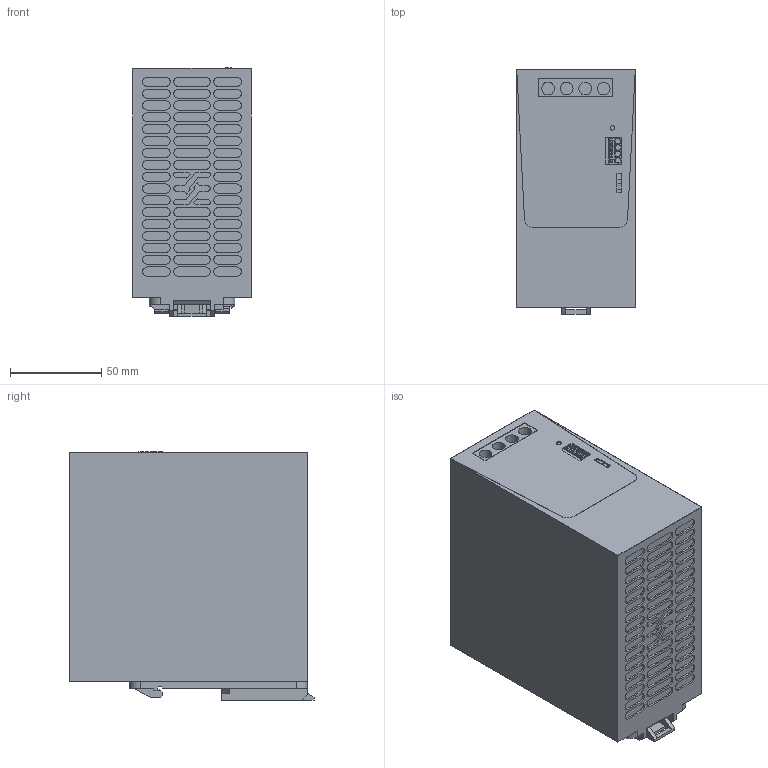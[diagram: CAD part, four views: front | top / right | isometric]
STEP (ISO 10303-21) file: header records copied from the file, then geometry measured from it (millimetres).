
FILE_DESCRIPTION(('CATIA V5 STEP Exchange','CAx-IF Rec.Pracs.--- Model Styling and Organization---1.4--- 2014-01-23'),'2;1');
FILE_NAME ('D1484844_0', '2021-05-06T12:30:53+00:00', ('none'), ('Weidmueller'), 'CATIA Version 5-6 Release 2016 SP3 HF44', 'CATIA V5 STEP AP214', 'none');
FILE_SCHEMA(('AUTOMOTIVE_DESIGN { 1 0 10303 214 1 1 1 1 }'));
Length unit declared in the file: millimetre
Products named in the file (1): S3D_PRO_DC_BUFFER_24V_40A
Bounding box: 65 x 133.7 x 136.18 mm (x, y, z)
Volume: 1072186.4 mm3; surface area: 103103.5 mm2
Topology: 12 solids, 12 shells, 909 faces, 2359 edges, 1573 vertices
Faces by surface type: plane 659, cylinder 250
Entity records: 26891 total; most frequent: CARTESIAN_POINT 4805, ORIENTED_EDGE 4718, DIRECTION 3553, EDGE_CURVE 2359, VECTOR 1787, LINE 1787, VERTEX_POINT 1573, AXIS2_PLACEMENT_3D 1147
